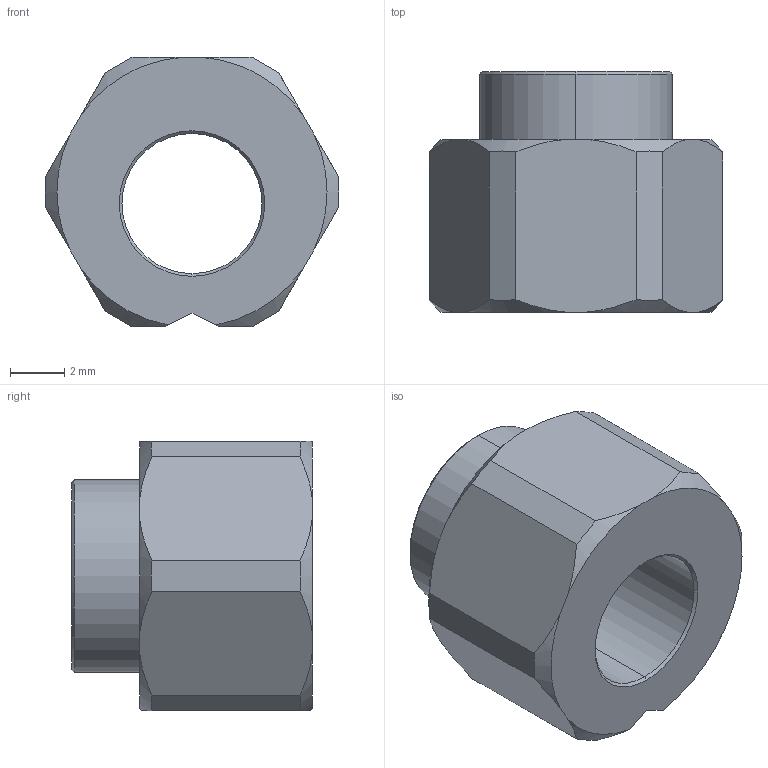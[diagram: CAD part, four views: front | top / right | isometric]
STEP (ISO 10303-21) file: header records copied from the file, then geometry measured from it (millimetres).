
FILE_DESCRIPTION (( 'STEP AP214' ), '1' );
FILE_NAME ('A196 Ñòàíäàðòíûé ýêñöåíòðèê 6,35 ìì, äëÿ âèíòà Ì5.STEP', '2019-12-23T11:32:11', ( 'Ïîëüçîâàòåëü Windows' ), ( '' ), 'SwSTEP 2.0', 'SolidWorks 2019', '' );
FILE_SCHEMA (( 'AUTOMOTIVE_DESIGN' ));
Length unit declared in the file: millimetre
Products named in the file (1): A196 Ñòàíäàðòíûé ýêñöåíòðèê 6,35 ìì, äëÿ âèíòà Ì5
Bounding box: 10.78 x 8.85 x 9.9 mm (x, y, z)
Volume: 441 mm3; surface area: 525 mm2
Topology: 1 solids, 1 shells, 40 faces, 105 edges, 68 vertices
Faces by surface type: cone 18, plane 18, cylinder 4
Entity records: 1349 total; most frequent: CARTESIAN_POINT 378, ORIENTED_EDGE 210, DIRECTION 173, EDGE_CURVE 105, VERTEX_POINT 68, AXIS2_PLACEMENT_3D 67, EDGE_LOOP 43, FACE_OUTER_BOUND 40
